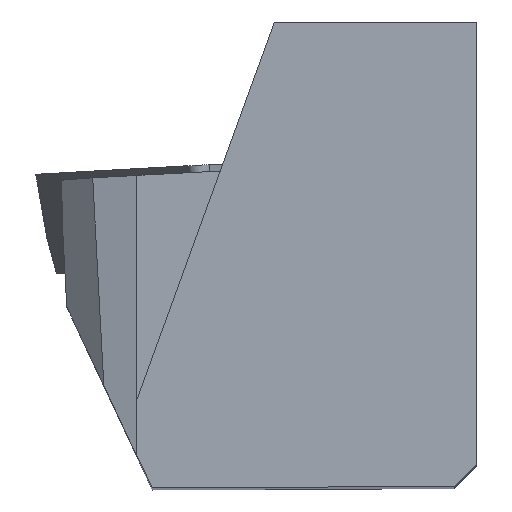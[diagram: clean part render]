
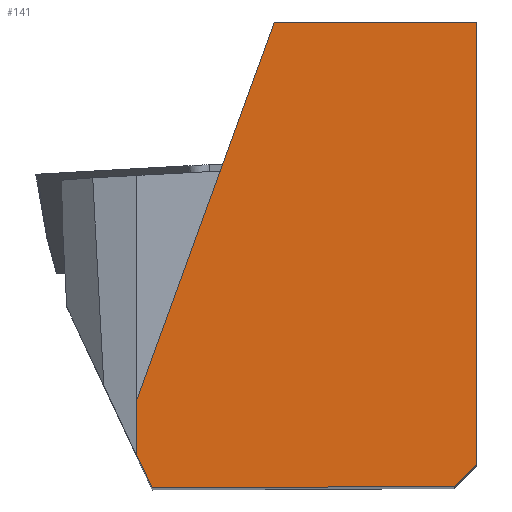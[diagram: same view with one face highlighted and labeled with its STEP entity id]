
A CAD part, top view. The second image highlights one B-rep face of the part: STEP entity #141.
In plain terms, the highlighted planar face has unit normal (0, 0, 1).
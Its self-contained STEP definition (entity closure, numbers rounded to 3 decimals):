
#141=ADVANCED_FACE('',(#188),#167,.F.);
#167=PLANE('',#616);
#188=FACE_OUTER_BOUND('',#215,.T.);
#215=EDGE_LOOP('',(#260,#261,#262,#263,#264,#265,#266));
#260=ORIENTED_EDGE('',*,*,#440,.T.);
#261=ORIENTED_EDGE('',*,*,#441,.T.);
#262=ORIENTED_EDGE('',*,*,#442,.T.);
#263=ORIENTED_EDGE('',*,*,#443,.T.);
#264=ORIENTED_EDGE('',*,*,#444,.F.);
#265=ORIENTED_EDGE('',*,*,#426,.T.);
#266=ORIENTED_EDGE('',*,*,#445,.F.);
#379=VERTEX_POINT('',#798);
#380=VERTEX_POINT('',#800);
#390=VERTEX_POINT('',#828);
#391=VERTEX_POINT('',#829);
#392=VERTEX_POINT('',#831);
#393=VERTEX_POINT('',#833);
#394=VERTEX_POINT('',#835);
#426=EDGE_CURVE('',#380,#379,#495,.T.);
#440=EDGE_CURVE('',#390,#391,#506,.T.);
#441=EDGE_CURVE('',#391,#392,#507,.T.);
#442=EDGE_CURVE('',#392,#393,#508,.T.);
#443=EDGE_CURVE('',#393,#394,#509,.T.);
#444=EDGE_CURVE('',#380,#394,#510,.T.);
#445=EDGE_CURVE('',#390,#379,#511,.T.);
#495=LINE('',#799,#552);
#506=LINE('',#827,#563);
#507=LINE('',#830,#564);
#508=LINE('',#832,#565);
#509=LINE('',#834,#566);
#510=LINE('',#836,#567);
#511=LINE('',#837,#568);
#552=VECTOR('',#656,1.);
#563=VECTOR('',#681,1.);
#564=VECTOR('',#682,1.);
#565=VECTOR('',#683,1.);
#566=VECTOR('',#684,1.);
#567=VECTOR('',#685,1.);
#568=VECTOR('',#686,1.);
#616=AXIS2_PLACEMENT_3D('',#838,#687,#688);
#656=DIRECTION('',(0.,-1.,0.));
#681=DIRECTION('',(1.,0.004,0.));
#682=DIRECTION('',(0.706,0.709,0.));
#683=DIRECTION('',(0.,1.,0.));
#684=DIRECTION('',(-1.,0.,0.));
#685=DIRECTION('',(0.342,0.94,0.));
#686=DIRECTION('',(-0.423,0.906,0.));
#687=DIRECTION('',(0.,0.,-1.));
#688=DIRECTION('',(0.,-1.,0.));
#798=CARTESIAN_POINT('',(-10.75,1.035,0.));
#799=CARTESIAN_POINT('',(-10.75,16.,0.));
#800=CARTESIAN_POINT('',(-10.75,2.8,0.));
#827=CARTESIAN_POINT('',(0.064,0.045,0.));
#828=CARTESIAN_POINT('',(-10.267,0.,0.));
#829=CARTESIAN_POINT('',(-0.7,0.042,0.));
#830=CARTESIAN_POINT('',(-0.7,0.042,0.));
#831=CARTESIAN_POINT('',(0.,0.745,0.));
#832=CARTESIAN_POINT('',(0.,0.,0.));
#833=CARTESIAN_POINT('',(0.,14.75,0.));
#834=CARTESIAN_POINT('',(0.,14.75,0.));
#835=CARTESIAN_POINT('',(-6.4,14.75,0.));
#836=CARTESIAN_POINT('',(-11.769,0.,0.));
#837=CARTESIAN_POINT('',(-14.083,8.183,0.));
#838=CARTESIAN_POINT('',(0.,14.75,0.));
